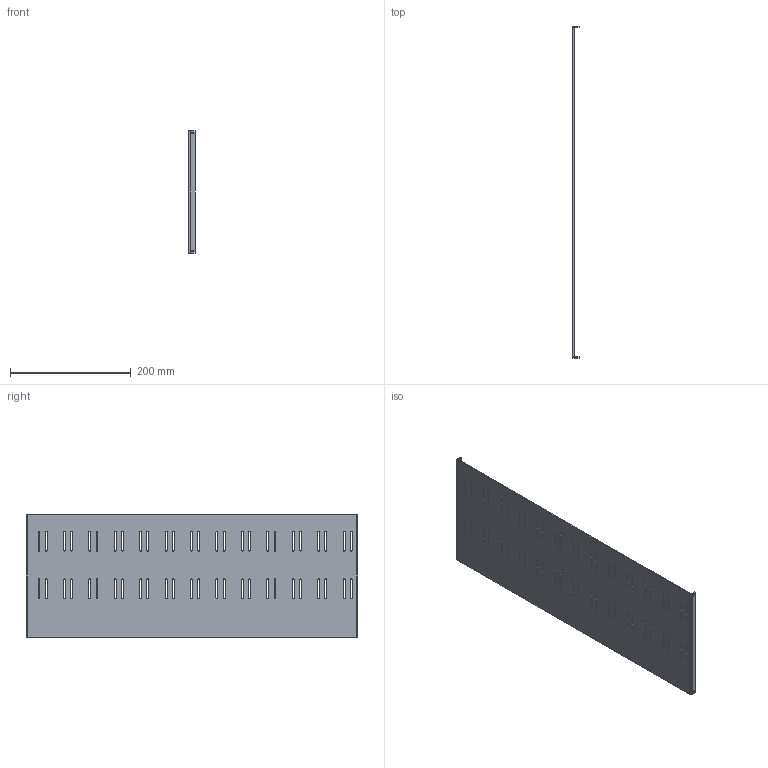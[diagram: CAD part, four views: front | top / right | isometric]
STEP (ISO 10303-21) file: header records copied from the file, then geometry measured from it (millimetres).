
FILE_DESCRIPTION (( 'STEP AP214' ), '1' );
FILE_NAME ('odd-bay-side.STEP', '2018-10-27T13:32:36', ( '' ), ( '' ), 'SwSTEP 2.0', 'SolidWorks 2018', '' );
FILE_SCHEMA (( 'AUTOMOTIVE_DESIGN' ));
Length unit declared in the file: millimetre
Products named in the file (1): odd-bay-side
Bounding box: 10 x 550 x 203.2 mm (x, y, z)
Volume: 437627.5 mm3; surface area: 458471 mm2
Topology: 2 solids, 2 shells, 680 faces, 2016 edges, 1340 vertices
Faces by surface type: bspline 545, plane 122, cylinder 13
Entity records: 35763 total; most frequent: CARTESIAN_POINT 21983, ORIENTED_EDGE 4032, EDGE_CURVE 2016, VERTEX_POINT 1340, B_SPLINE_CURVE_WITH_KNOTS 1193, EDGE_LOOP 904, DIRECTION 888, FACE_OUTER_BOUND 680
